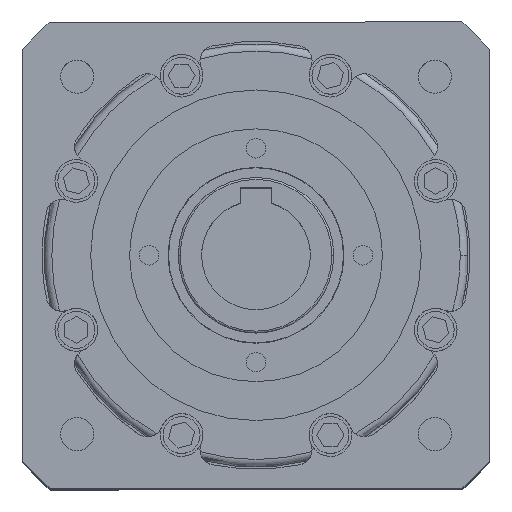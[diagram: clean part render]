
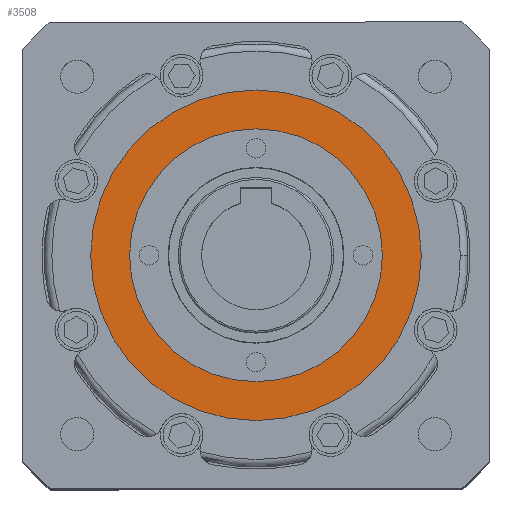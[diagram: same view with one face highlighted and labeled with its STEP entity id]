
A CAD part, top view. The second image highlights one B-rep face of the part: STEP entity #3508.
In plain terms, the highlighted planar face has unit normal (0, 0, 1).
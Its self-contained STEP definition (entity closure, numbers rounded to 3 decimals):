
#66 = AXIS2_PLACEMENT_3D ( 'NONE', #11728, #6244, #761 ) ;
#761 = DIRECTION ( 'NONE',  ( 1., 0., 0. ) ) ;
#1152 = CARTESIAN_POINT ( 'NONE',  ( 0., 0., 155.9 ) ) ;
#1166 = CIRCLE ( 'NONE', #5171, 42.5 ) ;
#1238 = ORIENTED_EDGE ( 'NONE', *, *, #10951, .F. ) ;
#1507 = DIRECTION ( 'NONE',  ( 0., 0., 1. ) ) ;
#1610 = AXIS2_PLACEMENT_3D ( 'NONE', #7003, #1507, #7929 ) ;
#1623 = CARTESIAN_POINT ( 'NONE',  ( 0., 0., 155.9 ) ) ;
#1636 = PLANE ( 'NONE',  #66 ) ;
#2043 = DIRECTION ( 'NONE',  ( 1., 0., 0. ) ) ;
#2528 = DIRECTION ( 'NONE',  ( 0., 0., 1. ) ) ;
#2626 = VERTEX_POINT ( 'NONE', #7345 ) ;
#2860 = VERTEX_POINT ( 'NONE', #4022 ) ;
#3054 = ORIENTED_EDGE ( 'NONE', *, *, #4360, .T. ) ;
#3508 = ADVANCED_FACE ( 'NONE', ( #9184, #7314 ), #1636, .T. ) ;
#4022 = CARTESIAN_POINT ( 'NONE',  ( -32.5, 0., 155.9 ) ) ;
#4360 = EDGE_CURVE ( 'NONE', #6964, #2626, #8581, .T. ) ;
#4475 = EDGE_LOOP ( 'NONE', ( #8195, #3054 ) ) ;
#4801 = AXIS2_PLACEMENT_3D ( 'NONE', #10594, #5085, #11480 ) ;
#4983 = EDGE_LOOP ( 'NONE', ( #6463, #1238 ) ) ;
#5041 = CARTESIAN_POINT ( 'NONE',  ( 32.5, 0., 155.9 ) ) ;
#5085 = DIRECTION ( 'NONE',  ( 0., 0., 1. ) ) ;
#5131 = CIRCLE ( 'NONE', #4801, 32.5 ) ;
#5171 = AXIS2_PLACEMENT_3D ( 'NONE', #1623, #2528, #5451 ) ;
#5451 = DIRECTION ( 'NONE',  ( 1., 0., 0. ) ) ;
#5798 = EDGE_CURVE ( 'NONE', #2626, #6964, #1166, .T. ) ;
#6244 = DIRECTION ( 'NONE',  ( 0., 0., 1. ) ) ;
#6463 = ORIENTED_EDGE ( 'NONE', *, *, #11687, .F. ) ;
#6964 = VERTEX_POINT ( 'NONE', #8314 ) ;
#7003 = CARTESIAN_POINT ( 'NONE',  ( 0., 0., 155.9 ) ) ;
#7314 = FACE_OUTER_BOUND ( 'NONE', #4475, .T. ) ;
#7345 = CARTESIAN_POINT ( 'NONE',  ( 42.5, 0., 155.9 ) ) ;
#7561 = DIRECTION ( 'NONE',  ( 0., 0., 1. ) ) ;
#7929 = DIRECTION ( 'NONE',  ( 1., 0., 0. ) ) ;
#8195 = ORIENTED_EDGE ( 'NONE', *, *, #5798, .T. ) ;
#8314 = CARTESIAN_POINT ( 'NONE',  ( -42.5, 0., 155.9 ) ) ;
#8403 = VERTEX_POINT ( 'NONE', #5041 ) ;
#8581 = CIRCLE ( 'NONE', #1610, 42.5 ) ;
#9184 = FACE_BOUND ( 'NONE', #4983, .T. ) ;
#9409 = AXIS2_PLACEMENT_3D ( 'NONE', #1152, #7561, #2043 ) ;
#10594 = CARTESIAN_POINT ( 'NONE',  ( 0., 0., 155.9 ) ) ;
#10670 = CIRCLE ( 'NONE', #9409, 32.5 ) ;
#10951 = EDGE_CURVE ( 'NONE', #2860, #8403, #10670, .T. ) ;
#11480 = DIRECTION ( 'NONE',  ( 1., 0., 0. ) ) ;
#11687 = EDGE_CURVE ( 'NONE', #8403, #2860, #5131, .T. ) ;
#11728 = CARTESIAN_POINT ( 'NONE',  ( 0., 0., 155.9 ) ) ;
